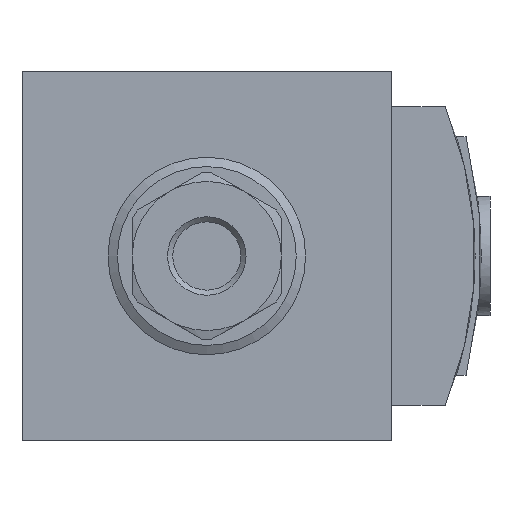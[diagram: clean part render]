
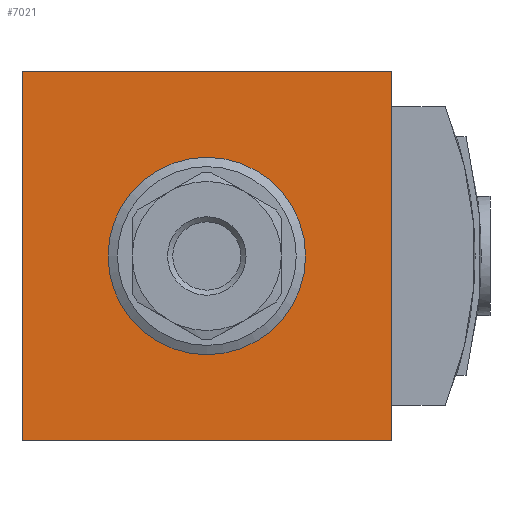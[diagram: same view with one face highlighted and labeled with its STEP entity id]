
A CAD part, front view. The second image highlights one B-rep face of the part: STEP entity #7021.
In plain terms, the highlighted planar face has unit normal (0, -1, 0).
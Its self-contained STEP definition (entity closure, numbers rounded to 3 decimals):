
#145=PLANE('',#7377);
#327=CIRCLE('',#7378,16.559);
#596=LINE('',#9559,#1148);
#669=LINE('',#9748,#1221);
#678=LINE('',#9764,#1230);
#684=LINE('',#9775,#1236);
#1148=VECTOR('',#8026,1000.);
#1221=VECTOR('',#8157,1000.);
#1230=VECTOR('',#8168,1000.);
#1236=VECTOR('',#8176,1000.);
#2047=ORIENTED_EDGE('',*,*,#3291,.F.);
#2048=ORIENTED_EDGE('',*,*,#3244,.F.);
#2049=ORIENTED_EDGE('',*,*,#3235,.F.);
#2050=ORIENTED_EDGE('',*,*,#3250,.F.);
#2051=ORIENTED_EDGE('',*,*,#3148,.F.);
#3148=EDGE_CURVE('',#3801,#3802,#596,.T.);
#3235=EDGE_CURVE('',#3869,#3870,#669,.T.);
#3244=EDGE_CURVE('',#3870,#3801,#678,.T.);
#3250=EDGE_CURVE('',#3802,#3869,#684,.T.);
#3291=EDGE_CURVE('',#3904,#3904,#327,.F.);
#3801=VERTEX_POINT('',#9558);
#3802=VERTEX_POINT('',#9560);
#3869=VERTEX_POINT('',#9747);
#3870=VERTEX_POINT('',#9749);
#3904=VERTEX_POINT('',#9852);
#4240=EDGE_LOOP('',(#2047));
#4241=EDGE_LOOP('',(#2048,#2049,#2050,#2051));
#4610=FACE_BOUND('',#4240,.T.);
#4611=FACE_BOUND('',#4241,.T.);
#7021=ADVANCED_FACE('',(#4610,#4611),#145,.F.);
#7377=AXIS2_PLACEMENT_3D('',#9850,#8248,#8249);
#7378=AXIS2_PLACEMENT_3D('',#9851,#8250,#8251);
#8026=DIRECTION('',(1.,0.,0.));
#8157=DIRECTION('',(-1.,0.,0.));
#8168=DIRECTION('',(0.,0.,1.));
#8176=DIRECTION('',(0.,0.,-1.));
#8248=DIRECTION('',(0.,1.,0.));
#8249=DIRECTION('',(0.,0.,1.));
#8250=DIRECTION('',(0.,1.,0.));
#8251=DIRECTION('',(0.,0.,1.));
#9558=CARTESIAN_POINT('',(-31.,-45.5,31.));
#9559=CARTESIAN_POINT('',(-31.,-45.5,31.));
#9560=CARTESIAN_POINT('',(31.,-45.5,31.));
#9747=CARTESIAN_POINT('',(31.,-45.5,-31.));
#9748=CARTESIAN_POINT('',(31.,-45.5,-31.));
#9749=CARTESIAN_POINT('',(-31.,-45.5,-31.));
#9764=CARTESIAN_POINT('',(-31.,-45.5,-31.));
#9775=CARTESIAN_POINT('',(31.,-45.5,31.));
#9850=CARTESIAN_POINT('',(0.,-45.5,0.));
#9851=CARTESIAN_POINT('',(0.,-45.5,0.));
#9852=CARTESIAN_POINT('',(0.,-45.5,16.559));
